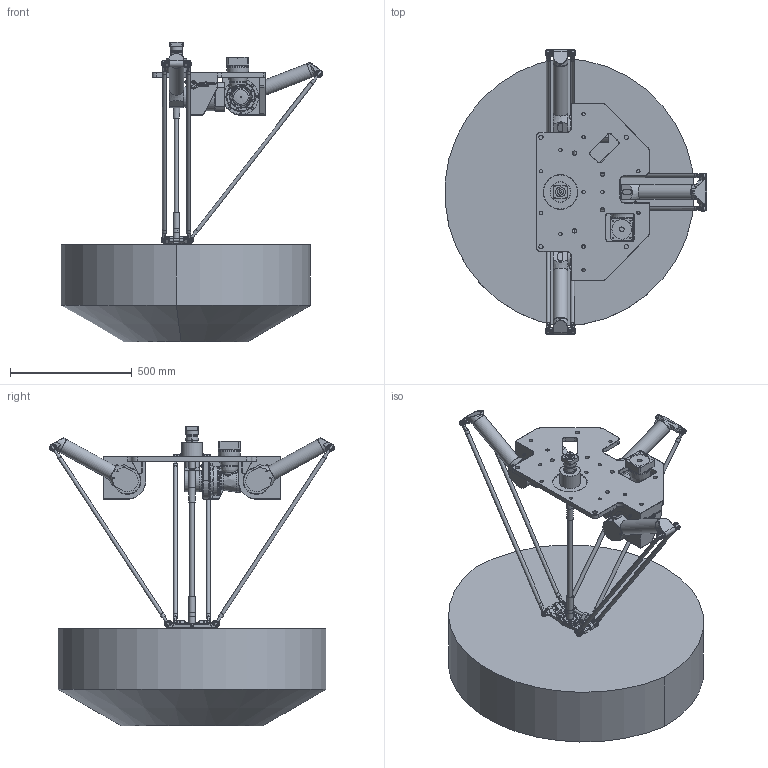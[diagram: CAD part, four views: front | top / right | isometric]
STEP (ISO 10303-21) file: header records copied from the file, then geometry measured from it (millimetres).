
FILE_DESCRIPTION(/* description */ ('Norm.iam Teamplte'),/* implementation_level */ '2;1');
FILE_NAME(/* name */ '3D-model_A_00869.stp',/* time_stamp */ '2022-02-22T15:50:16+01:00',/* author */ ('Daniel.Grischkowski'),/* organization */ (''),/* preprocessor_version */ 'ST-DEVELOPER v16.5',/* originating_system */ 'Autodesk Inventor 2017',/* authorisation */ '');
FILE_SCHEMA (('AUTOMOTIVE_DESIGN { 1 0 10303 214 3 1 1 }'));
Products named in the file (16): A_00869_DUMMY DUMMY-DELTA-Robotermechanik RLE4-1100-3kg; MT_WST00107138 Arbeitsbereich; MT_WST00107137; MT_WST00031699MT_WST; MT_WST00107294; MT_WST00107295 Dummy Werkzeugträger; MT_WST00101753 Dummy ISO Flansch; MT_WST00111207 Dummy Teleskop Oben; MT_WST00107145 Dummy Teleskop unten; MT_WST00107342 Getriebe; MT_WST00107341 Dummy Getriebe; MT_WST00108340 Dummy Oberarm; MT_WST00108338 Dummy Oberarm; MT_WST00108339 Dummy Oberarm; MT_WST00107781 Dummy Kopfplatte; MT_WST00107543 Getriebe
Assembly tree (25 placements, depth 2):
  A_00869_DUMMY DUMMY-DELTA-Robotermechanik RLE4-1100-3kg
    MT_WST00107138 Arbeitsbereich
    MT_WST00031699MT_WST  x4
    MT_WST00107294  x2
    MT_WST00107137  x6
    MT_WST00107295 Dummy Werkzeugträger
    MT_WST00101753 Dummy ISO Flansch
    MT_WST00111207 Dummy Teleskop Oben
    MT_WST00107145 Dummy Teleskop unten
    MT_WST00107342 Getriebe  x2
    MT_WST00107341 Dummy Getriebe
    MT_WST00108340 Dummy Oberarm
    MT_WST00108338 Dummy Oberarm
    MT_WST00108339 Dummy Oberarm
    MT_WST00107781 Dummy Kopfplatte
    MT_WST00107543 Getriebe
Bounding box: 1074.05 x 1171.24 x 1231.4 mm (x, y, z)
Volume: 312702435.9 mm3; surface area: 4651728.6 mm2
Topology: 25 solids, 27 shells, 3098 faces, 7356 edges, 4632 vertices
Faces by surface type: plane 1625, cylinder 884, cone 436, bspline 84, torus 65, sphere 4
Full cylindrical faces by diameter (mm): 1.7 x2, 2.459 x3, 3.242 x4, 3.3 x5, 4 x1, 4.5 x1, 4.917 x17, 5.188 x36, 6 x37, 6.647 x8, 7 x10, 8 x36, 8.5 x30, 9.013 x1, 9.6 x3, 11.5 x6, 11.6 x1, 12 x25, 13.835 x10, 15.98 x12, 16 x30, 17 x1, 17.5 x8, 18 x24, 19 x4, 21 x1, 25 x5, 25.8 x1, 28 x1, 35 x1
Entity records: 77138 total; most frequent: CARTESIAN_POINT 23793, DIRECTION 10860, ORIENTED_EDGE 9720, EDGE_CURVE 4860, AXIS2_PLACEMENT_3D 3999, VERTEX_POINT 3295, EDGE_LOOP 3061, LINE 2862
